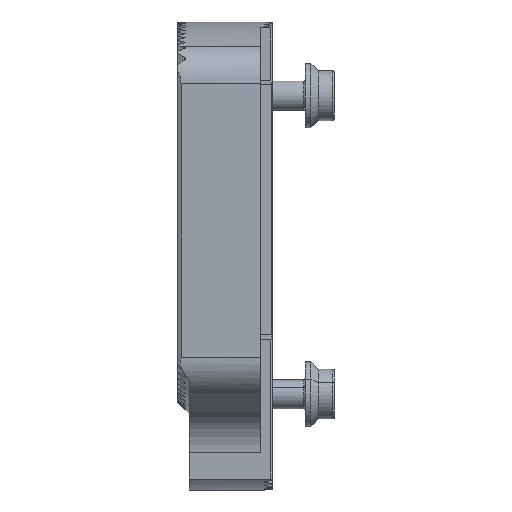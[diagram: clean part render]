
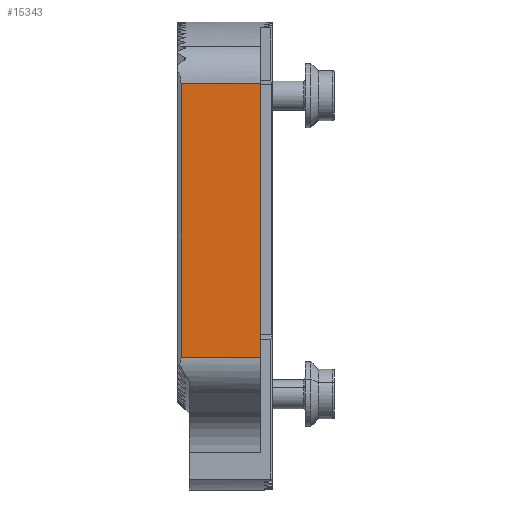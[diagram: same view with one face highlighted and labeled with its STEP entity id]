
A CAD part, front view. The second image highlights one B-rep face of the part: STEP entity #15343.
In plain terms, the highlighted planar face has unit normal (0, -1, 0).
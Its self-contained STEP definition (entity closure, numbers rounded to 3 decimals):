
#345 = DIRECTION ( 'NONE',  ( -1., 0., 0. ) ) ;
#506 = DIRECTION ( 'NONE',  ( 0., 1., 0. ) ) ;
#1026 = LINE ( 'NONE', #13320, #9893 ) ;
#1686 = LINE ( 'NONE', #7201, #6861 ) ;
#3556 = LINE ( 'NONE', #4126, #23740 ) ;
#3646 = CARTESIAN_POINT ( 'NONE',  ( -1.42, -22.5, 69.492 ) ) ;
#4126 = CARTESIAN_POINT ( 'NONE',  ( -1.42, -22.5, 0. ) ) ;
#4671 = VERTEX_POINT ( 'NONE', #11702 ) ;
#5611 = CARTESIAN_POINT ( 'NONE',  ( -15., -22.5, 86. ) ) ;
#6861 = VECTOR ( 'NONE', #13261, 1000. ) ;
#7201 = CARTESIAN_POINT ( 'NONE',  ( -15.58, -22.5, 22.662 ) ) ;
#7558 = EDGE_CURVE ( 'NONE', #10183, #11126, #12482, .T. ) ;
#8080 = DIRECTION ( 'NONE',  ( 0., 0., -1. ) ) ;
#9471 = DIRECTION ( 'NONE',  ( 1., 0., 0. ) ) ;
#9761 = EDGE_CURVE ( 'NONE', #10183, #4671, #1686, .T. ) ;
#9893 = VECTOR ( 'NONE', #9471, 1000. ) ;
#10183 = VERTEX_POINT ( 'NONE', #20691 ) ;
#10281 = EDGE_CURVE ( 'NONE', #11126, #16458, #1026, .T. ) ;
#10345 = AXIS2_PLACEMENT_3D ( 'NONE', #23733, #506, #345 ) ;
#10721 = CARTESIAN_POINT ( 'NONE',  ( -15., -22.5, 69.492 ) ) ;
#11126 = VERTEX_POINT ( 'NONE', #10721 ) ;
#11702 = CARTESIAN_POINT ( 'NONE',  ( -1.42, -22.5, 22.662 ) ) ;
#12094 = FACE_OUTER_BOUND ( 'NONE', #22231, .T. ) ;
#12482 = LINE ( 'NONE', #5611, #15817 ) ;
#13261 = DIRECTION ( 'NONE',  ( 1., 0., 0. ) ) ;
#13320 = CARTESIAN_POINT ( 'NONE',  ( -15.58, -22.5, 69.492 ) ) ;
#15041 = ORIENTED_EDGE ( 'NONE', *, *, #9761, .T. ) ;
#15343 = ADVANCED_FACE ( 'NONE', ( #12094 ), #23813, .F. ) ;
#15817 = VECTOR ( 'NONE', #25172, 1000. ) ;
#16458 = VERTEX_POINT ( 'NONE', #3646 ) ;
#18929 = ORIENTED_EDGE ( 'NONE', *, *, #23638, .F. ) ;
#19659 = ORIENTED_EDGE ( 'NONE', *, *, #10281, .F. ) ;
#20691 = CARTESIAN_POINT ( 'NONE',  ( -15., -22.5, 22.662 ) ) ;
#21999 = ORIENTED_EDGE ( 'NONE', *, *, #7558, .F. ) ;
#22231 = EDGE_LOOP ( 'NONE', ( #21999, #15041, #18929, #19659 ) ) ;
#23638 = EDGE_CURVE ( 'NONE', #16458, #4671, #3556, .T. ) ;
#23733 = CARTESIAN_POINT ( 'NONE',  ( 0.58, -22.5, 86. ) ) ;
#23740 = VECTOR ( 'NONE', #8080, 1000. ) ;
#23813 = PLANE ( 'NONE',  #10345 ) ;
#25172 = DIRECTION ( 'NONE',  ( 0., 0., 1. ) ) ;
